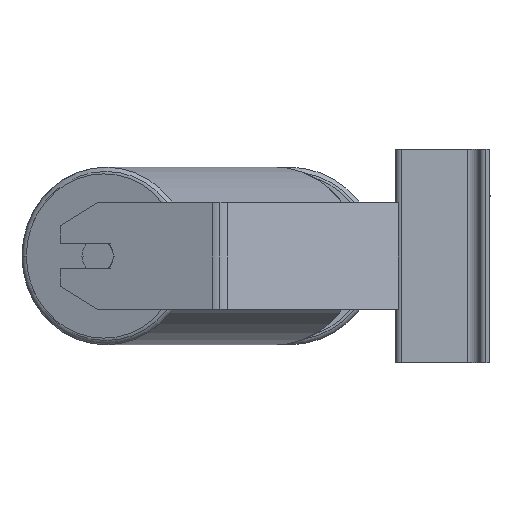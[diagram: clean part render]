
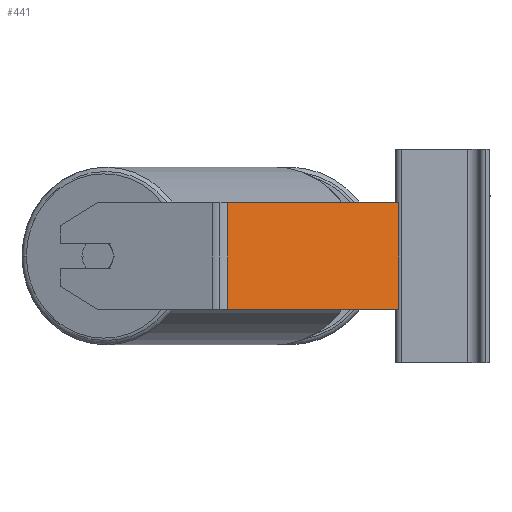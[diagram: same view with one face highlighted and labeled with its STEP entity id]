
A CAD part, left-side view. The second image highlights one B-rep face of the part: STEP entity #441.
In plain terms, the highlighted planar face has unit normal (-0.94, -0.342, 0).
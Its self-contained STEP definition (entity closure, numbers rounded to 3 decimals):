
#149 = VERTEX_POINT ( 'NONE', #9687 ) ;
#240 = DIRECTION ( 'NONE',  ( -0.342, 0.94, 0. ) ) ;
#441 = ADVANCED_FACE ( 'NONE', ( #3547 ), #10113, .F. ) ;
#884 = DIRECTION ( 'NONE',  ( 0., 0., -1. ) ) ;
#1128 = VERTEX_POINT ( 'NONE', #9812 ) ;
#2237 = LINE ( 'NONE', #8258, #7499 ) ;
#2239 = AXIS2_PLACEMENT_3D ( 'NONE', #3356, #6662, #240 ) ;
#2284 = EDGE_CURVE ( 'NONE', #8119, #6832, #5054, .T. ) ;
#2447 = EDGE_CURVE ( 'NONE', #149, #1128, #9089, .T. ) ;
#2539 = ORIENTED_EDGE ( 'NONE', *, *, #2284, .T. ) ;
#2627 = CARTESIAN_POINT ( 'NONE',  ( -636.174, 149.629, 40. ) ) ;
#3238 = CARTESIAN_POINT ( 'NONE',  ( -634.182, 144.157, -40. ) ) ;
#3356 = CARTESIAN_POINT ( 'NONE',  ( -636.174, 149.629, 40. ) ) ;
#3412 = EDGE_LOOP ( 'NONE', ( #2539, #7543, #10496, #4084 ) ) ;
#3482 = CARTESIAN_POINT ( 'NONE',  ( -636.174, 149.629, -40. ) ) ;
#3547 = FACE_OUTER_BOUND ( 'NONE', #3412, .T. ) ;
#3937 = CARTESIAN_POINT ( 'NONE',  ( -634.182, 144.157, 40. ) ) ;
#4084 = ORIENTED_EDGE ( 'NONE', *, *, #8496, .T. ) ;
#4147 = VECTOR ( 'NONE', #8438, 1000. ) ;
#5054 = LINE ( 'NONE', #3482, #4147 ) ;
#6662 = DIRECTION ( 'NONE',  ( 0.94, 0.342, 0. ) ) ;
#6740 = VECTOR ( 'NONE', #8249, 1000. ) ;
#6832 = VERTEX_POINT ( 'NONE', #9719 ) ;
#7499 = VECTOR ( 'NONE', #884, 1000. ) ;
#7543 = ORIENTED_EDGE ( 'NONE', *, *, #9519, .F. ) ;
#8119 = VERTEX_POINT ( 'NONE', #3238 ) ;
#8249 = DIRECTION ( 'NONE',  ( 0.342, -0.94, 0. ) ) ;
#8258 = CARTESIAN_POINT ( 'NONE',  ( -587.518, 15.948, 40. ) ) ;
#8438 = DIRECTION ( 'NONE',  ( 0.342, -0.94, 0. ) ) ;
#8496 = EDGE_CURVE ( 'NONE', #149, #8119, #8900, .T. ) ;
#8900 = LINE ( 'NONE', #3937, #10221 ) ;
#9089 = LINE ( 'NONE', #2627, #6740 ) ;
#9519 = EDGE_CURVE ( 'NONE', #1128, #6832, #2237, .T. ) ;
#9687 = CARTESIAN_POINT ( 'NONE',  ( -634.182, 144.157, 40. ) ) ;
#9719 = CARTESIAN_POINT ( 'NONE',  ( -587.518, 15.948, -40. ) ) ;
#9812 = CARTESIAN_POINT ( 'NONE',  ( -587.518, 15.948, 40. ) ) ;
#10113 = PLANE ( 'NONE',  #2239 ) ;
#10221 = VECTOR ( 'NONE', #10569, 1000. ) ;
#10496 = ORIENTED_EDGE ( 'NONE', *, *, #2447, .F. ) ;
#10569 = DIRECTION ( 'NONE',  ( 0., 0., -1. ) ) ;
